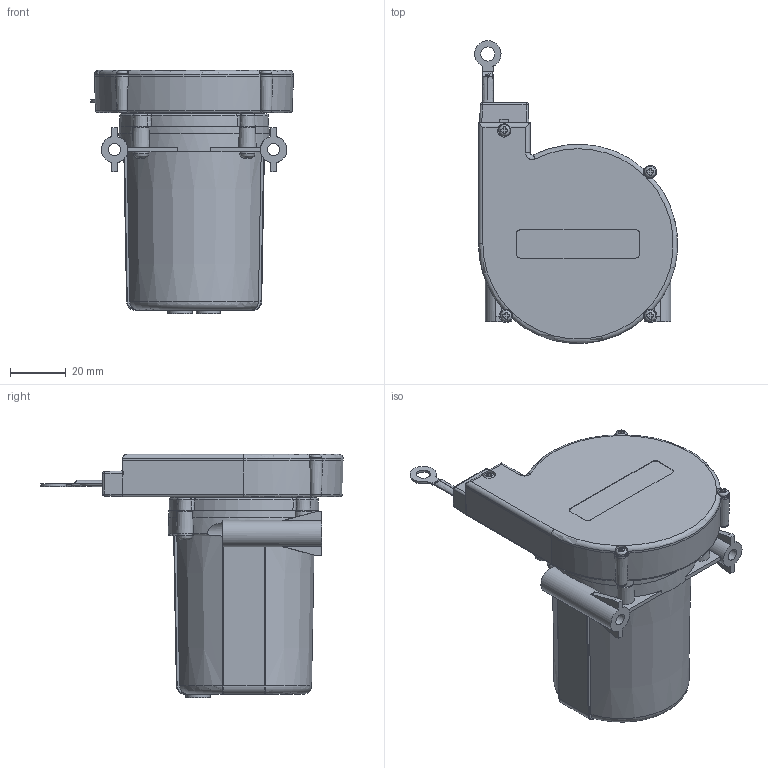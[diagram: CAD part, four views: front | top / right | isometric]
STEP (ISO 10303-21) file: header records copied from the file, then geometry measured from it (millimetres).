
FILE_DESCRIPTION((''),'2;1');
FILE_NAME('JX80 Exit1.stp','2014-09-26T11:21:58',('jason'),(''),'Autodesk Inventor 2011','Autodesk Inventor 2011','');
FILE_SCHEMA(('AUTOMOTIVE_DESIGN { 1 0 10303 214 1 1 1 1 }'));
Length unit declared in the file: inch
Products named in the file (1): JX80 Exit1
Bounding box: 72.92 x 108.72 x 87.45 mm (x, y, z)
Volume: 109891.8 mm3; surface area: 44465.1 mm2
Topology: 1 solids, 3 shells, 521 faces, 1381 edges, 874 vertices
Faces by surface type: plane 305, cylinder 113, cone 41, bspline 32, torus 28, sphere 2
Full cylindrical faces by diameter (mm): 1.27 x5, 2.261 x2, 2.692 x2, 2.845 x4, 4.013 x4, 4.318 x2, 4.775 x3, 5.08 x1, 5.385 x4, 5.766 x2, 8.712 x2, 9.525 x2, 48.26 x1, 50.089 x1, 52.832 x1
Entity records: 17959 total; most frequent: CARTESIAN_POINT 5613, ORIENTED_EDGE 2608, DIRECTION 2472, EDGE_CURVE 1304, AXIS2_PLACEMENT_3D 941, VERTEX_POINT 853, EDGE_LOOP 611, VECTOR 590
